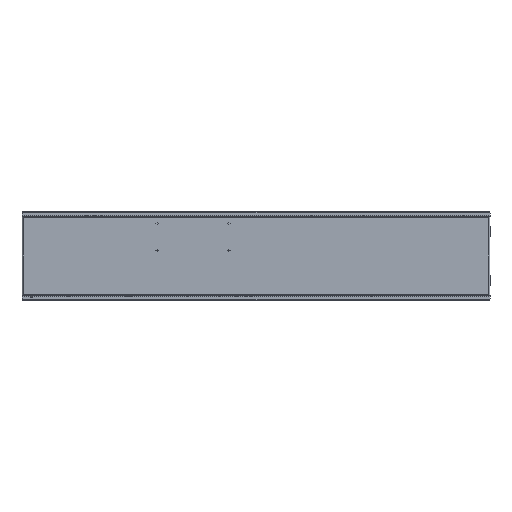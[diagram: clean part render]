
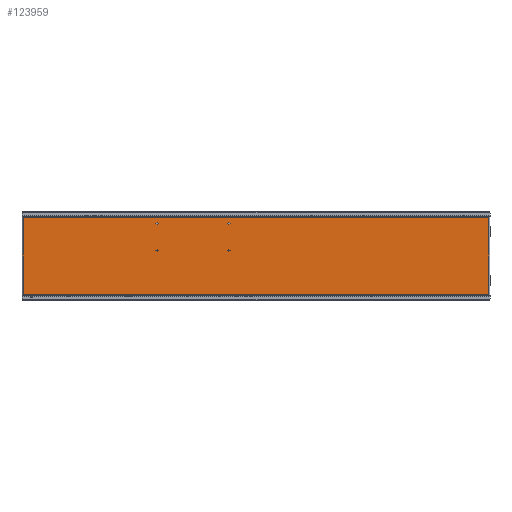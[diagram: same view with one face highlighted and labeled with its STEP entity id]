
A CAD part, front view. The second image highlights one B-rep face of the part: STEP entity #123959.
In plain terms, the highlighted planar face has unit normal (0, -1, 0).
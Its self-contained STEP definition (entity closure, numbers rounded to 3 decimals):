
#3984 = ORIENTED_EDGE ( 'NONE', *, *, #76636, .T. ) ;
#8526 = CARTESIAN_POINT ( 'NONE',  ( -75., -160., 87. ) ) ;
#8565 = CARTESIAN_POINT ( 'NONE',  ( 646.9, -160., 106.9 ) ) ;
#8728 = CARTESIAN_POINT ( 'NONE',  ( -646.9, -160., -106.9 ) ) ;
#9462 = FACE_BOUND ( 'NONE', #117955, .T. ) ;
#9928 = VERTEX_POINT ( 'NONE', #8526 ) ;
#13402 = EDGE_LOOP ( 'NONE', ( #59067 ) ) ;
#14087 = EDGE_CURVE ( 'NONE', #115682, #52278, #46724, .T. ) ;
#16223 = VERTEX_POINT ( 'NONE', #113957 ) ;
#17192 = EDGE_CURVE ( 'NONE', #87512, #87512, #60208, .T. ) ;
#22382 = CARTESIAN_POINT ( 'NONE',  ( 646.9, -160., 107.793 ) ) ;
#26842 = AXIS2_PLACEMENT_3D ( 'NONE', #140000, #32360, #33034 ) ;
#27132 = AXIS2_PLACEMENT_3D ( 'NONE', #85180, #128388, #40594 ) ;
#30196 = ORIENTED_EDGE ( 'NONE', *, *, #65752, .T. ) ;
#32323 = CARTESIAN_POINT ( 'NONE',  ( -75., -160., 12.2 ) ) ;
#32360 = DIRECTION ( 'NONE',  ( 0., -1., 0. ) ) ;
#33034 = DIRECTION ( 'NONE',  ( 0., 0., -1. ) ) ;
#35419 = CARTESIAN_POINT ( 'NONE',  ( -275., -160., 15.2 ) ) ;
#35618 = DIRECTION ( 'NONE',  ( 0., 0., -1. ) ) ;
#38549 = EDGE_CURVE ( 'NONE', #9928, #9928, #96890, .T. ) ;
#38744 = CARTESIAN_POINT ( 'NONE',  ( -275., -160., 90. ) ) ;
#40594 = DIRECTION ( 'NONE',  ( 0., 0., -1. ) ) ;
#41959 = PLANE ( 'NONE',  #27132 ) ;
#42836 = CIRCLE ( 'NONE', #137775, 3. ) ;
#43601 = LINE ( 'NONE', #22382, #90863 ) ;
#45782 = EDGE_LOOP ( 'NONE', ( #96685 ) ) ;
#46032 = CARTESIAN_POINT ( 'NONE',  ( 0., -160., -106.9 ) ) ;
#46724 = LINE ( 'NONE', #46032, #70522 ) ;
#49849 = CARTESIAN_POINT ( 'NONE',  ( 0., -160., 106.9 ) ) ;
#52278 = VERTEX_POINT ( 'NONE', #8728 ) ;
#53134 = VERTEX_POINT ( 'NONE', #138142 ) ;
#53808 = EDGE_CURVE ( 'NONE', #16223, #16223, #42836, .T. ) ;
#54361 = ORIENTED_EDGE ( 'NONE', *, *, #100207, .F. ) ;
#55663 = AXIS2_PLACEMENT_3D ( 'NONE', #35419, #123925, #110534 ) ;
#56568 = VERTEX_POINT ( 'NONE', #122256 ) ;
#59067 = ORIENTED_EDGE ( 'NONE', *, *, #17192, .F. ) ;
#60208 = CIRCLE ( 'NONE', #110280, 3. ) ;
#60484 = ORIENTED_EDGE ( 'NONE', *, *, #83789, .F. ) ;
#63585 = CARTESIAN_POINT ( 'NONE',  ( -646.9, -160., 107.793 ) ) ;
#65752 = EDGE_CURVE ( 'NONE', #74285, #56568, #117093, .T. ) ;
#66820 = DIRECTION ( 'NONE',  ( 0., -1., 0. ) ) ;
#69238 = DIRECTION ( 'NONE',  ( 0., -1., 0. ) ) ;
#70522 = VECTOR ( 'NONE', #77907, 1000. ) ;
#70639 = EDGE_LOOP ( 'NONE', ( #124679 ) ) ;
#72506 = FACE_BOUND ( 'NONE', #45782, .T. ) ;
#74285 = VERTEX_POINT ( 'NONE', #8565 ) ;
#76636 = EDGE_CURVE ( 'NONE', #56568, #52278, #84101, .T. ) ;
#77907 = DIRECTION ( 'NONE',  ( -1., 0., 0. ) ) ;
#78778 = VECTOR ( 'NONE', #127301, 1000. ) ;
#83789 = EDGE_CURVE ( 'NONE', #74285, #115682, #43601, .T. ) ;
#84101 = LINE ( 'NONE', #63585, #78778 ) ;
#85180 = CARTESIAN_POINT ( 'NONE',  ( 0., -160., 0. ) ) ;
#87043 = ORIENTED_EDGE ( 'NONE', *, *, #14087, .F. ) ;
#87512 = VERTEX_POINT ( 'NONE', #32323 ) ;
#90863 = VECTOR ( 'NONE', #95373, 1000. ) ;
#92899 = CARTESIAN_POINT ( 'NONE',  ( 646.9, -160., -106.9 ) ) ;
#94428 = FACE_OUTER_BOUND ( 'NONE', #116657, .T. ) ;
#95373 = DIRECTION ( 'NONE',  ( 0., 0., -1. ) ) ;
#96685 = ORIENTED_EDGE ( 'NONE', *, *, #53808, .F. ) ;
#96890 = CIRCLE ( 'NONE', #26842, 3. ) ;
#100207 = EDGE_CURVE ( 'NONE', #53134, #53134, #105509, .T. ) ;
#105509 = CIRCLE ( 'NONE', #55663, 3. ) ;
#110280 = AXIS2_PLACEMENT_3D ( 'NONE', #133372, #66820, #35618 ) ;
#110534 = DIRECTION ( 'NONE',  ( 0., 0., -1. ) ) ;
#112109 = VECTOR ( 'NONE', #119896, 1000. ) ;
#112462 = DIRECTION ( 'NONE',  ( 0., 0., -1. ) ) ;
#113957 = CARTESIAN_POINT ( 'NONE',  ( -275., -160., 87. ) ) ;
#115682 = VERTEX_POINT ( 'NONE', #92899 ) ;
#115742 = FACE_BOUND ( 'NONE', #70639, .T. ) ;
#116657 = EDGE_LOOP ( 'NONE', ( #30196, #3984, #87043, #60484 ) ) ;
#117093 = LINE ( 'NONE', #49849, #112109 ) ;
#117955 = EDGE_LOOP ( 'NONE', ( #54361 ) ) ;
#119896 = DIRECTION ( 'NONE',  ( -1., 0., 0. ) ) ;
#122256 = CARTESIAN_POINT ( 'NONE',  ( -646.9, -160., 106.9 ) ) ;
#123925 = DIRECTION ( 'NONE',  ( 0., -1., 0. ) ) ;
#123959 = ADVANCED_FACE ( 'NONE', ( #9462, #72506, #115742, #139000, #94428 ), #41959, .T. ) ;
#124679 = ORIENTED_EDGE ( 'NONE', *, *, #38549, .F. ) ;
#127301 = DIRECTION ( 'NONE',  ( 0., 0., -1. ) ) ;
#128388 = DIRECTION ( 'NONE',  ( 0., -1., 0. ) ) ;
#133372 = CARTESIAN_POINT ( 'NONE',  ( -75., -160., 15.2 ) ) ;
#137775 = AXIS2_PLACEMENT_3D ( 'NONE', #38744, #69238, #112462 ) ;
#138142 = CARTESIAN_POINT ( 'NONE',  ( -275., -160., 12.2 ) ) ;
#139000 = FACE_BOUND ( 'NONE', #13402, .T. ) ;
#140000 = CARTESIAN_POINT ( 'NONE',  ( -75., -160., 90. ) ) ;
